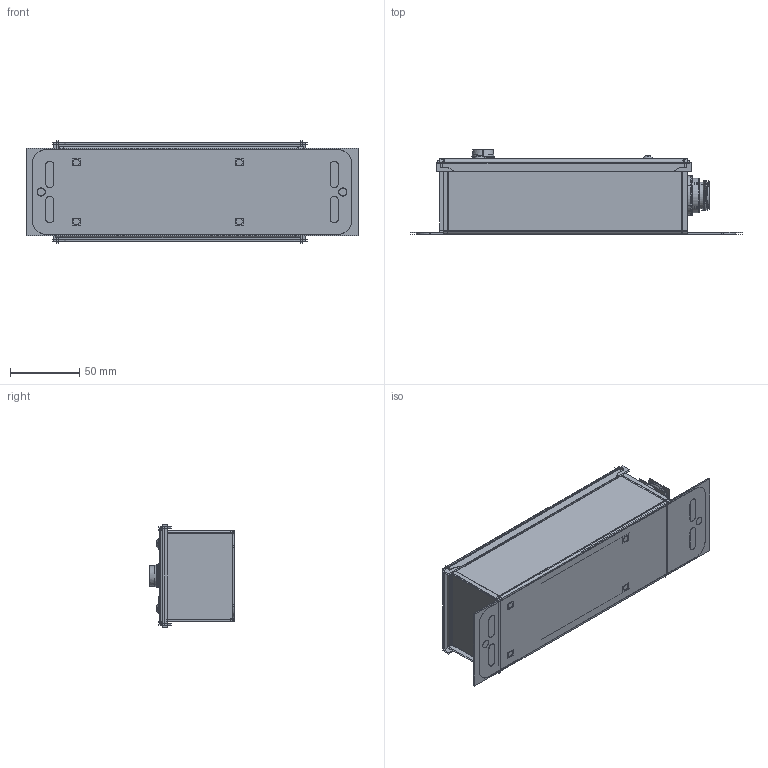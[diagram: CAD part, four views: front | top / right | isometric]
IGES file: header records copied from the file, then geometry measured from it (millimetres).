
Start section:  PTC IGES file: 192616.igs
Global section: file name: 192616.igs; native system: Creo Parametric by Parametric Technology Corporation; preprocessor: 2013230; author: pdmadmin; organization: Unknown; date: 20160127.155919; units: millimetre
Bounding box: 240.39 x 61.43 x 73.96 mm (x, y, z)
Volume: 91929 mm3; surface area: 703216.4 mm2
Topology: 35 solids, 39 shells, 2024 faces, 9802 edges, 12336 vertices
Faces by surface type: revolution 1130, bspline 894
